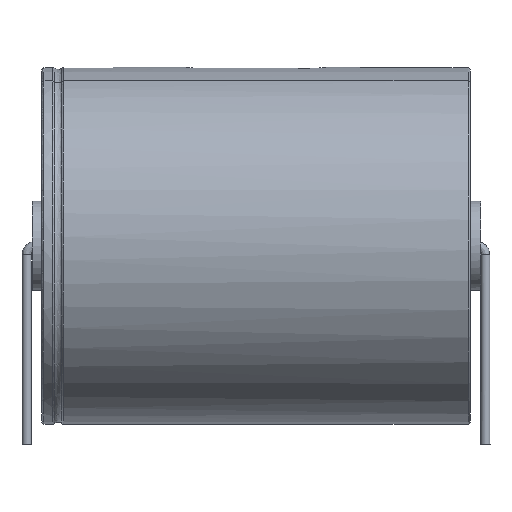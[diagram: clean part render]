
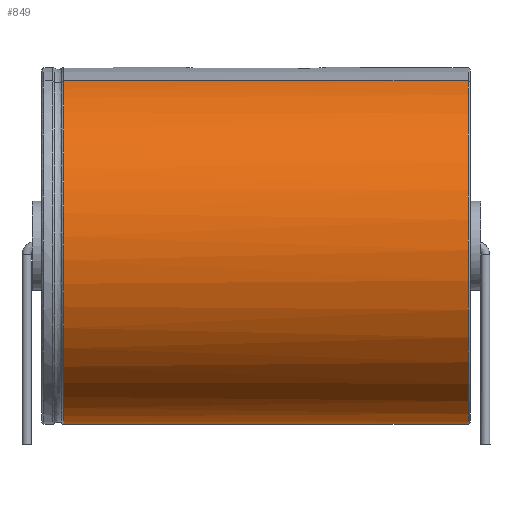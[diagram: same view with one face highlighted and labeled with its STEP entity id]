
A CAD part, front view. The second image highlights one B-rep face of the part: STEP entity #849.
In plain terms, the highlighted cylindrical face has radius 17.5 mm (diameter 35 mm), a partial arc.
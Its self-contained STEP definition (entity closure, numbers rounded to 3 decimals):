
#278=DIRECTION('',(-1.,0.,0.));
#292=DIRECTION('',(0.,0.383,0.924));
#395=VECTOR('',#396,1.);
#396=DIRECTION('',(1.,0.,0.));
#708=VERTEX_POINT('',#709);
#709=CARTESIAN_POINT('',(-18.865,6.697,33.668));
#719=ORIENTED_EDGE('',*,*,#720,.T.);
#720=EDGE_CURVE('',#708,#721,#723,.T.);
#721=VERTEX_POINT('',#722);
#722=CARTESIAN_POINT('',(-18.865,-6.697,33.668));
#723=B_SPLINE_CURVE_WITH_KNOTS('',13,(#724,#725,#726,#727,#728,#729,#730,#731,#732,#733,#734,#735,#736,#737,#738,#739,#740,#741,#742,#743,#744,#745,#746,#747,#748,#749,#750,#751,#752,#753,#754,#755,#756,#757,#758,#759,#760,#761),.UNSPECIFIED.,.F.,.F.,(14,12,12,14),(-4.099,0.,96.211,100.311),.UNSPECIFIED.);
#724=CARTESIAN_POINT('',(-18.865,2.91,35.237));
#725=CARTESIAN_POINT('',(-18.865,3.203,35.115));
#726=CARTESIAN_POINT('',(-18.865,3.496,34.994));
#727=CARTESIAN_POINT('',(-18.865,3.789,34.873));
#728=CARTESIAN_POINT('',(-18.865,4.081,34.751));
#729=CARTESIAN_POINT('',(-18.865,4.373,34.63));
#730=CARTESIAN_POINT('',(-18.865,4.665,34.51));
#731=CARTESIAN_POINT('',(-18.865,4.956,34.389));
#732=CARTESIAN_POINT('',(-18.865,5.247,34.268));
#733=CARTESIAN_POINT('',(-18.865,5.538,34.148));
#734=CARTESIAN_POINT('',(-18.865,5.828,34.028));
#735=CARTESIAN_POINT('',(-18.865,6.118,33.908));
#736=CARTESIAN_POINT('',(-18.865,6.408,33.788));
#737=CARTESIAN_POINT('',(-18.865,13.487,30.855));
#738=CARTESIAN_POINT('',(-18.865,19.095,24.913));
#739=CARTESIAN_POINT('',(-18.865,21.808,16.384));
#740=CARTESIAN_POINT('',(-18.865,20.293,6.908));
#741=CARTESIAN_POINT('',(-18.865,14.484,-1.089));
#742=CARTESIAN_POINT('',(-18.865,5.514,-6.178));
#743=CARTESIAN_POINT('',(-18.865,-5.514,-6.178));
#744=CARTESIAN_POINT('',(-18.865,-14.484,-1.089));
#745=CARTESIAN_POINT('',(-18.865,-20.293,6.908));
#746=CARTESIAN_POINT('',(-18.865,-21.808,16.384));
#747=CARTESIAN_POINT('',(-18.865,-19.095,24.913));
#748=CARTESIAN_POINT('',(-18.865,-13.487,30.855));
#749=CARTESIAN_POINT('',(-18.865,-6.408,33.788));
#750=CARTESIAN_POINT('',(-18.865,-6.118,33.908));
#751=CARTESIAN_POINT('',(-18.865,-5.828,34.028));
#752=CARTESIAN_POINT('',(-18.865,-5.538,34.148));
#753=CARTESIAN_POINT('',(-18.865,-5.247,34.268));
#754=CARTESIAN_POINT('',(-18.865,-4.956,34.389));
#755=CARTESIAN_POINT('',(-18.865,-4.665,34.51));
#756=CARTESIAN_POINT('',(-18.865,-4.373,34.63));
#757=CARTESIAN_POINT('',(-18.865,-4.081,34.751));
#758=CARTESIAN_POINT('',(-18.865,-3.789,34.873));
#759=CARTESIAN_POINT('',(-18.865,-3.496,34.994));
#760=CARTESIAN_POINT('',(-18.865,-3.203,35.115));
#761=CARTESIAN_POINT('',(-18.865,-2.91,35.237));
#849=ADVANCED_FACE('',(#850),#869,.T.);
#850=FACE_BOUND('',#851,.F.);
#851=EDGE_LOOP('',(#852,#719,#858,#864));
#852=ORIENTED_EDGE('',*,*,#853,.F.);
#853=EDGE_CURVE('',#708,#854,#856,.T.);
#854=VERTEX_POINT('',#855);
#855=CARTESIAN_POINT('',(20.8,6.697,33.668));
#856=LINE('',#857,#395);
#857=CARTESIAN_POINT('',(-19.,6.697,33.668));
#858=ORIENTED_EDGE('',*,*,#859,.T.);
#859=EDGE_CURVE('',#721,#860,#862,.T.);
#860=VERTEX_POINT('',#861);
#861=CARTESIAN_POINT('',(20.8,-6.697,33.668));
#862=LINE('',#863,#395);
#863=CARTESIAN_POINT('',(-19.,-6.697,33.668));
#864=ORIENTED_EDGE('',*,*,#865,.F.);
#865=EDGE_CURVE('',#854,#860,#866,.T.);
#866=CIRCLE('',#867,17.5);
#867=AXIS2_PLACEMENT_3D('',#868,#278,#292);
#868=CARTESIAN_POINT('',(20.8,0.,17.5));
#869=CYLINDRICAL_SURFACE('',#870,17.5);
#870=AXIS2_PLACEMENT_3D('',#871,#396,#292);
#871=CARTESIAN_POINT('',(-19.,0.,17.5));
